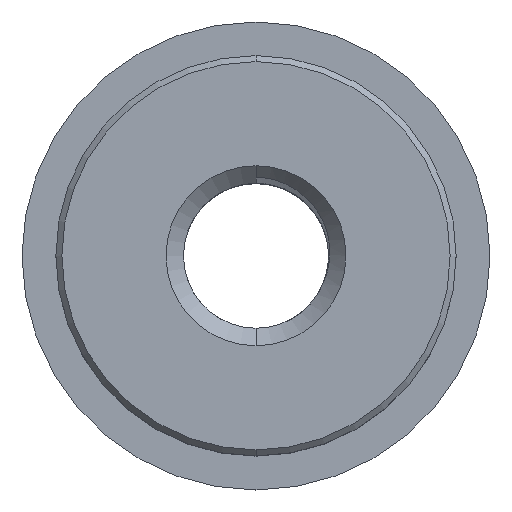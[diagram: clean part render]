
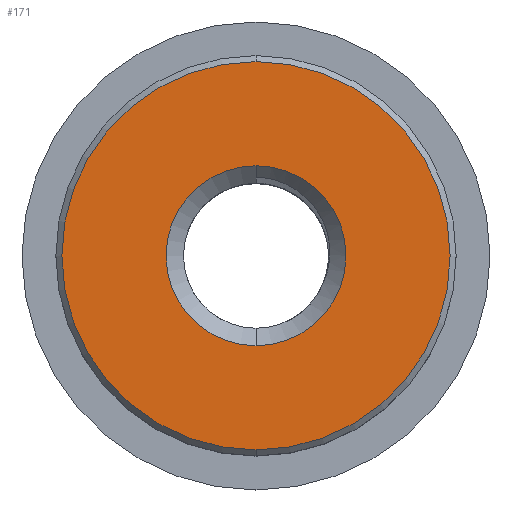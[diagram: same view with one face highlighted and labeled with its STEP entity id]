
A CAD part, top view. The second image highlights one B-rep face of the part: STEP entity #171.
In plain terms, the highlighted planar face has unit normal (0, 0, 1).
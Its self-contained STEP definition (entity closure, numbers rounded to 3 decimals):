
#109=PLANE('',#932);
#123=FACE_BOUND('',#299,.T.);
#124=FACE_BOUND('',#300,.T.);
#171=ADVANCED_FACE('',(#123,#124),#109,.T.);
#299=EDGE_LOOP('',(#588,#589));
#300=EDGE_LOOP('',(#590,#591));
#588=ORIENTED_EDGE('',*,*,#799,.F.);
#589=ORIENTED_EDGE('',*,*,#800,.F.);
#590=ORIENTED_EDGE('',*,*,#798,.F.);
#591=ORIENTED_EDGE('',*,*,#796,.F.);
#683=VERTEX_POINT('',#3291);
#684=VERTEX_POINT('',#3293);
#685=VERTEX_POINT('',#3299);
#686=VERTEX_POINT('',#3300);
#796=EDGE_CURVE('',#683,#684,#844,.T.);
#798=EDGE_CURVE('',#684,#683,#845,.T.);
#799=EDGE_CURVE('',#685,#686,#846,.T.);
#800=EDGE_CURVE('',#686,#685,#847,.T.);
#844=CIRCLE('',#926,1.25);
#845=CIRCLE('',#928,1.25);
#846=CIRCLE('',#930,2.697);
#847=CIRCLE('',#931,2.697);
#926=AXIS2_PLACEMENT_3D('',#3292,#1122,#1123);
#928=AXIS2_PLACEMENT_3D('',#3296,#1127,#1128);
#930=AXIS2_PLACEMENT_3D('',#3298,#1131,#1132);
#931=AXIS2_PLACEMENT_3D('',#3301,#1133,#1134);
#932=AXIS2_PLACEMENT_3D('',#3302,#1135,#1136);
#1122=DIRECTION('',(0.,0.,1.));
#1123=DIRECTION('',(0.,-1.,0.));
#1127=DIRECTION('',(0.,0.,1.));
#1128=DIRECTION('',(0.,1.,0.));
#1131=DIRECTION('',(0.,0.,-1.));
#1132=DIRECTION('',(0.,1.,0.));
#1133=DIRECTION('',(0.,0.,-1.));
#1134=DIRECTION('',(0.,-1.,0.));
#1135=DIRECTION('',(0.,0.,1.));
#1136=DIRECTION('',(-1.,0.,0.));
#3291=CARTESIAN_POINT('',(0.,-1.25,2.076));
#3292=CARTESIAN_POINT('',(0.,0.,2.076));
#3293=CARTESIAN_POINT('',(0.,1.25,2.076));
#3296=CARTESIAN_POINT('',(0.,0.,2.076));
#3298=CARTESIAN_POINT('',(0.,0.,2.076));
#3299=CARTESIAN_POINT('',(0.,2.697,2.076));
#3300=CARTESIAN_POINT('',(0.,-2.697,2.076));
#3301=CARTESIAN_POINT('',(0.,0.,2.076));
#3302=CARTESIAN_POINT('',(0.,-1.348,2.076));
